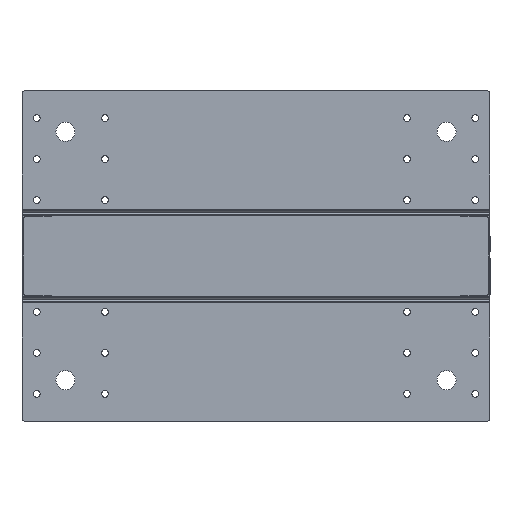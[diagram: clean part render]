
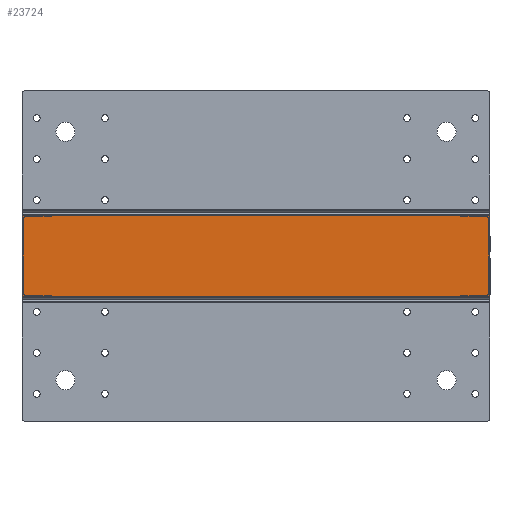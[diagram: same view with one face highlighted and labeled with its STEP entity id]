
A CAD part, front view. The second image highlights one B-rep face of the part: STEP entity #23724.
In plain terms, the highlighted face is planar.
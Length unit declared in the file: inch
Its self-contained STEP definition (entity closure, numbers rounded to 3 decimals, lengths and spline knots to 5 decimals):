
#1124 = LINE ( 'NONE', #36570, #20832 ) ;
#2023 = CARTESIAN_POINT ( 'NONE',  ( 1.77165, -10.12795, 0. ) ) ;
#3190 = LINE ( 'NONE', #28304, #24995 ) ;
#3428 = DIRECTION ( 'NONE',  ( 1., 0., 0. ) ) ;
#5667 = EDGE_CURVE ( 'NONE', #44918, #18882, #1124, .T. ) ;
#9976 = CARTESIAN_POINT ( 'NONE',  ( -1.77165, 10.12795, 0. ) ) ;
#12532 = ORIENTED_EDGE ( 'NONE', *, *, #5667, .T. ) ;
#12583 = VECTOR ( 'NONE', #24294, 39.37008 ) ;
#13657 = EDGE_CURVE ( 'NONE', #28964, #44918, #3190, .T. ) ;
#13871 = PLANE ( 'NONE',  #25765 ) ;
#14341 = CARTESIAN_POINT ( 'NONE',  ( -1.87008, 10.12795, 0. ) ) ;
#14438 = LINE ( 'NONE', #9976, #12583 ) ;
#17860 = DIRECTION ( 'NONE',  ( 0., 0., 1. ) ) ;
#18882 = VERTEX_POINT ( 'NONE', #40978 ) ;
#20003 = CARTESIAN_POINT ( 'NONE',  ( -1.87008, 10.12795, 0. ) ) ;
#20832 = VECTOR ( 'NONE', #43156, 39.37008 ) ;
#22157 = VERTEX_POINT ( 'NONE', #44869 ) ;
#23724 = ADVANCED_FACE ( 'NONE', ( #46016 ), #13871, .T. ) ;
#24294 = DIRECTION ( 'NONE',  ( 0., -1., 0. ) ) ;
#24995 = VECTOR ( 'NONE', #3428, 39.37008 ) ;
#25414 = ORIENTED_EDGE ( 'NONE', *, *, #27362, .T. ) ;
#25645 = DIRECTION ( 'NONE',  ( 1., 0., 0. ) ) ;
#25765 = AXIS2_PLACEMENT_3D ( 'NONE', #14341, #17860, #25645 ) ;
#27362 = EDGE_CURVE ( 'NONE', #22157, #28964, #14438, .T. ) ;
#28304 = CARTESIAN_POINT ( 'NONE',  ( -1.87008, -10.12795, 0. ) ) ;
#28964 = VERTEX_POINT ( 'NONE', #37116 ) ;
#33622 = ORIENTED_EDGE ( 'NONE', *, *, #34025, .T. ) ;
#34025 = EDGE_CURVE ( 'NONE', #18882, #22157, #37821, .T. ) ;
#34324 = DIRECTION ( 'NONE',  ( -1., 0., 0. ) ) ;
#36570 = CARTESIAN_POINT ( 'NONE',  ( 1.77165, 10.12795, 0. ) ) ;
#37116 = CARTESIAN_POINT ( 'NONE',  ( -1.77165, -10.12795, 0. ) ) ;
#37821 = LINE ( 'NONE', #20003, #40243 ) ;
#40243 = VECTOR ( 'NONE', #34324, 39.37008 ) ;
#40978 = CARTESIAN_POINT ( 'NONE',  ( 1.77165, 10.12795, 0. ) ) ;
#43156 = DIRECTION ( 'NONE',  ( 0., 1., 0. ) ) ;
#43399 = EDGE_LOOP ( 'NONE', ( #12532, #33622, #25414, #45930 ) ) ;
#44869 = CARTESIAN_POINT ( 'NONE',  ( -1.77165, 10.12795, 0. ) ) ;
#44918 = VERTEX_POINT ( 'NONE', #2023 ) ;
#45930 = ORIENTED_EDGE ( 'NONE', *, *, #13657, .T. ) ;
#46016 = FACE_OUTER_BOUND ( 'NONE', #43399, .T. ) ;
